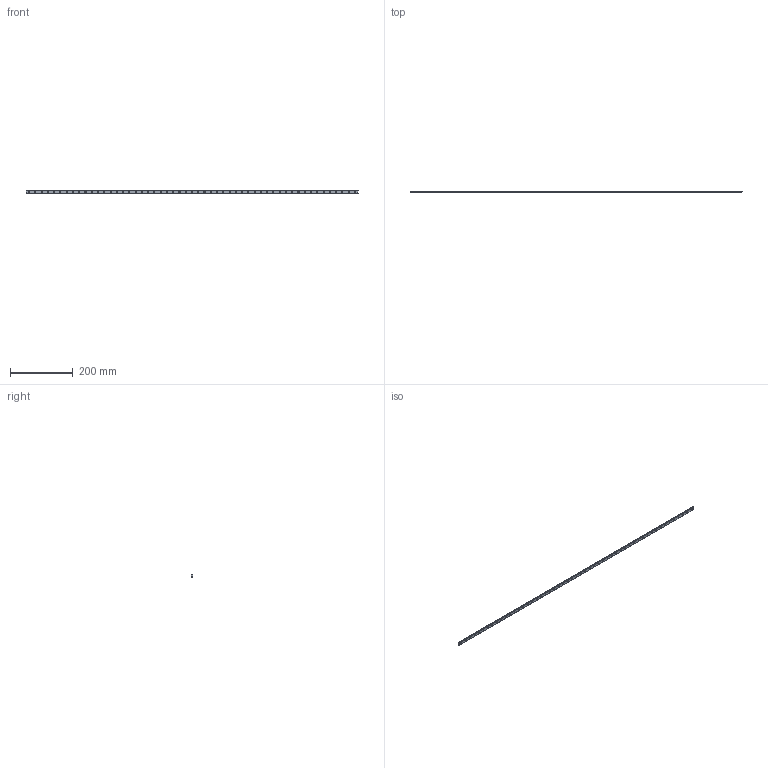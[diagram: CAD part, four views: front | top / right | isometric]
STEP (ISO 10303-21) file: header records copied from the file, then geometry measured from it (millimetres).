
FILE_DESCRIPTION (( 'STEP AP214' ), '1' );
FILE_NAME ('SRS9XGMSS-1060LTM_G10_0_0_0_0_0_1.STEP', '2021-08-13T09:44:54', ( '' ), ( '' ), 'SwSTEP 2.0', 'SolidWorks 2021', '' );
FILE_SCHEMA (( 'AUTOMOTIVE_DESIGN' ));
Length unit declared in the file: millimetre
Products named in the file (2): _SRS9XGM106010 Track; SRS9XGMSS-1060LTM_G10_0_0_0_0_0_1
Assembly tree (1 placements, depth 2):
  SRS9XGMSS-1060LTM_G10_0_0_0_0_0_1
    _SRS9XGM106010 Track
Bounding box: 1060 x 5.5 x 9 mm (x, y, z)
Volume: 42242.1 mm3; surface area: 34125.9 mm2
Topology: 1 solids, 1 shells, 294 faces, 717 edges, 478 vertices
Faces by surface type: cylinder 225, plane 69
Entity records: 9169 total; most frequent: DIRECTION 1763, CARTESIAN_POINT 1493, ORIENTED_EDGE 1434, AXIS2_PLACEMENT_3D 748, EDGE_CURVE 717, VERTEX_POINT 478, EDGE_LOOP 453, CIRCLE 450
